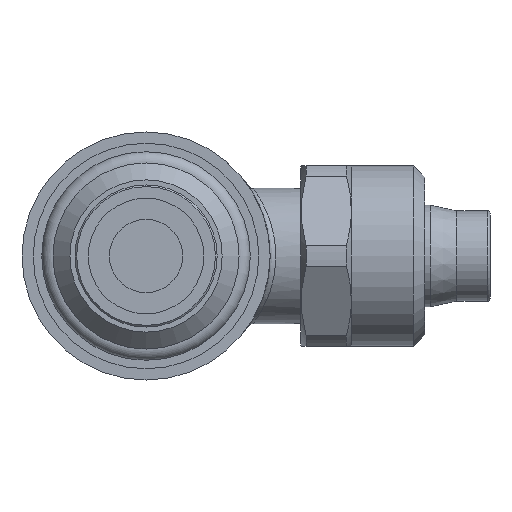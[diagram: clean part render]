
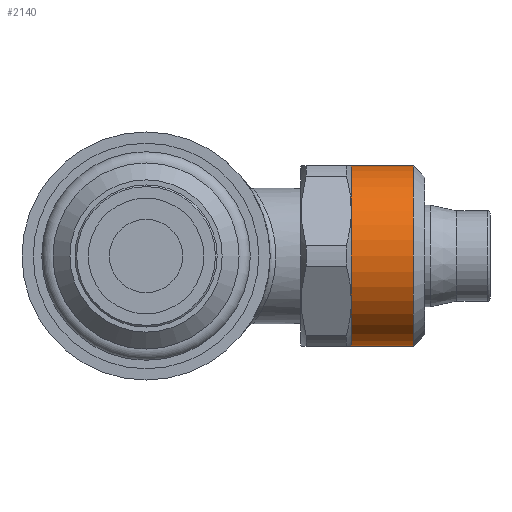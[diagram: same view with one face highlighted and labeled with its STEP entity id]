
A CAD part, front view. The second image highlights one B-rep face of the part: STEP entity #2140.
In plain terms, the highlighted cylindrical face has radius 8 mm (diameter 16 mm), a full revolution.
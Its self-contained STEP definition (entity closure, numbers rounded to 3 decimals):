
#2064=CARTESIAN_POINT('',(23.7,22.8,-8.0));
#2065=VERTEX_POINT('',#2064);
#2066=CARTESIAN_POINT('',(23.7,22.8,0.0));
#2067=DIRECTION('',(-1.0,0.0,0.0));
#2068=DIRECTION('',(0.0,0.0,-1.0));
#2069=AXIS2_PLACEMENT_3D('',#2066,#2067,#2068);
#2070=CIRCLE('',#2069,8.0);
#2071=EDGE_CURVE('',#2065,#2065,#2070,.T.);
#2076=CARTESIAN_POINT('',(10.487,22.8,0.0));
#2077=DIRECTION('',(-1.0,0.0,0.0));
#2078=DIRECTION('',(0.0,0.0,-1.0));
#2079=AXIS2_PLACEMENT_3D('',#2076,#2077,#2078);
#2080=CYLINDRICAL_SURFACE('',#2079,8.0);
#2081=ORIENTED_EDGE('',*,*,#2071,.T.);
#2082=EDGE_LOOP('',(#2081));
#2083=FACE_OUTER_BOUND('',#2082,.T.);
#2084=CARTESIAN_POINT('',(18.2,29.728,-4.));
#2085=VERTEX_POINT('',#2084);
#2086=CARTESIAN_POINT('',(18.2,22.8,-8.0));
#2087=VERTEX_POINT('',#2086);
#2088=CARTESIAN_POINT('',(18.2,22.8,0.0));
#2089=DIRECTION('',(-1.0,0.0,0.0));
#2090=DIRECTION('',(0.0,0.0,-1.0));
#2091=AXIS2_PLACEMENT_3D('',#2088,#2089,#2090);
#2092=CIRCLE('',#2091,8.0);
#2093=EDGE_CURVE('',#2085,#2087,#2092,.T.);
#2094=ORIENTED_EDGE('',*,*,#2093,.F.);
#2095=CARTESIAN_POINT('',(18.2,29.728,4.));
#2096=VERTEX_POINT('',#2095);
#2097=CARTESIAN_POINT('',(18.2,22.8,0.0));
#2098=DIRECTION('',(-1.0,0.0,0.0));
#2099=DIRECTION('',(0.0,0.0,-1.0));
#2100=AXIS2_PLACEMENT_3D('',#2097,#2098,#2099);
#2101=CIRCLE('',#2100,8.0);
#2102=EDGE_CURVE('',#2096,#2085,#2101,.T.);
#2103=ORIENTED_EDGE('',*,*,#2102,.F.);
#2104=CARTESIAN_POINT('',(18.2,22.8,8.0));
#2105=VERTEX_POINT('',#2104);
#2106=CARTESIAN_POINT('',(18.2,22.8,0.0));
#2107=DIRECTION('',(-1.0,0.0,0.0));
#2108=DIRECTION('',(0.0,0.0,-1.0));
#2109=AXIS2_PLACEMENT_3D('',#2106,#2107,#2108);
#2110=CIRCLE('',#2109,8.0);
#2111=EDGE_CURVE('',#2105,#2096,#2110,.T.);
#2112=ORIENTED_EDGE('',*,*,#2111,.F.);
#2113=CARTESIAN_POINT('',(18.2,15.872,4.0));
#2114=VERTEX_POINT('',#2113);
#2115=CARTESIAN_POINT('',(18.2,22.8,0.0));
#2116=DIRECTION('',(-1.0,0.0,0.0));
#2117=DIRECTION('',(0.0,0.0,-1.0));
#2118=AXIS2_PLACEMENT_3D('',#2115,#2116,#2117);
#2119=CIRCLE('',#2118,8.0);
#2120=EDGE_CURVE('',#2114,#2105,#2119,.T.);
#2121=ORIENTED_EDGE('',*,*,#2120,.F.);
#2122=CARTESIAN_POINT('',(18.2,15.872,-4.));
#2123=VERTEX_POINT('',#2122);
#2124=CARTESIAN_POINT('',(18.2,22.8,0.0));
#2125=DIRECTION('',(-1.0,0.0,0.0));
#2126=DIRECTION('',(0.0,0.0,-1.0));
#2127=AXIS2_PLACEMENT_3D('',#2124,#2125,#2126);
#2128=CIRCLE('',#2127,8.0);
#2129=EDGE_CURVE('',#2123,#2114,#2128,.T.);
#2130=ORIENTED_EDGE('',*,*,#2129,.F.);
#2131=CARTESIAN_POINT('',(18.2,22.8,0.0));
#2132=DIRECTION('',(-1.0,0.0,0.0));
#2133=DIRECTION('',(0.0,0.0,-1.0));
#2134=AXIS2_PLACEMENT_3D('',#2131,#2132,#2133);
#2135=CIRCLE('',#2134,8.0);
#2136=EDGE_CURVE('',#2087,#2123,#2135,.T.);
#2137=ORIENTED_EDGE('',*,*,#2136,.F.);
#2138=EDGE_LOOP('',(#2094,#2103,#2112,#2121,#2130,#2137));
#2139=FACE_BOUND('',#2138,.T.);
#2140=ADVANCED_FACE('',(#2083,#2139),#2080,.T.);
